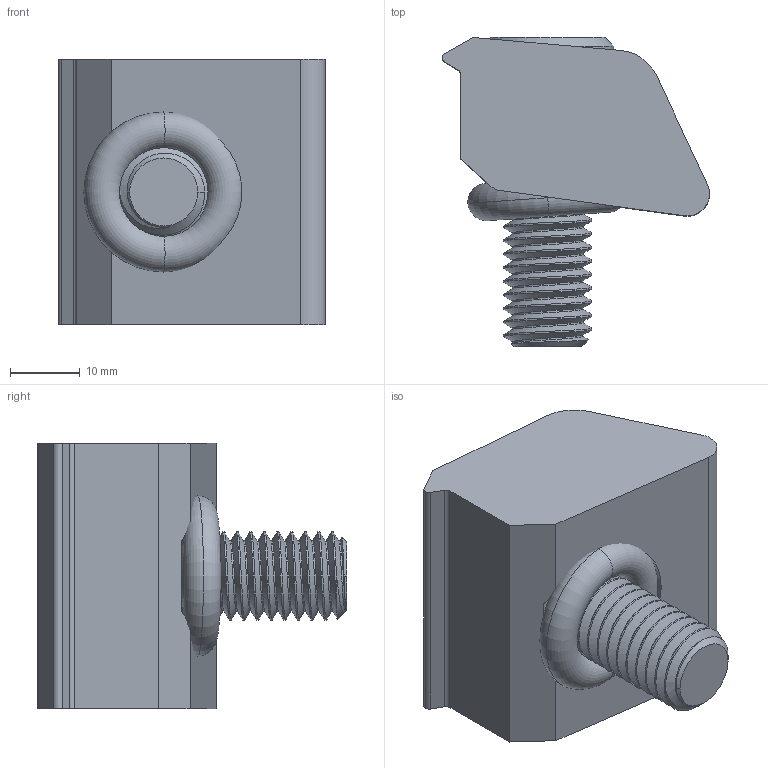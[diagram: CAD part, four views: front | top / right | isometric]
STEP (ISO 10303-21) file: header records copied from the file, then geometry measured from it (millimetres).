
FILE_DESCRIPTION (( 'STEP AP214' ), '1' );
FILE_NAME ('Miteebite_26080_Part.STEP', '2022-02-24T18:41:08', ( '' ), ( '' ), 'SwSTEP 2.0', 'SolidWorks 2021', '' );
FILE_SCHEMA (( 'AUTOMOTIVE_DESIGN' ));
Length unit declared in the file: inch
Products named in the file (1): Miteebite_26080_Part
Bounding box: 38.35 x 44.45 x 38.1 mm (x, y, z)
Volume: 27897.9 mm3; surface area: 10796.3 mm2
Topology: 3 solids, 3 shells, 127 faces, 344 edges, 223 vertices
Faces by surface type: cylinder 78, plane 28, cone 15, torus 4, bspline 2
Entity records: 7529 total; most frequent: CARTESIAN_POINT 3023, ORIENTED_EDGE 688, DIRECTION 491, EDGE_CURVE 344, VERTEX_POINT 223, AXIS2_PLACEMENT_3D 176, LINE 139, VECTOR 139
